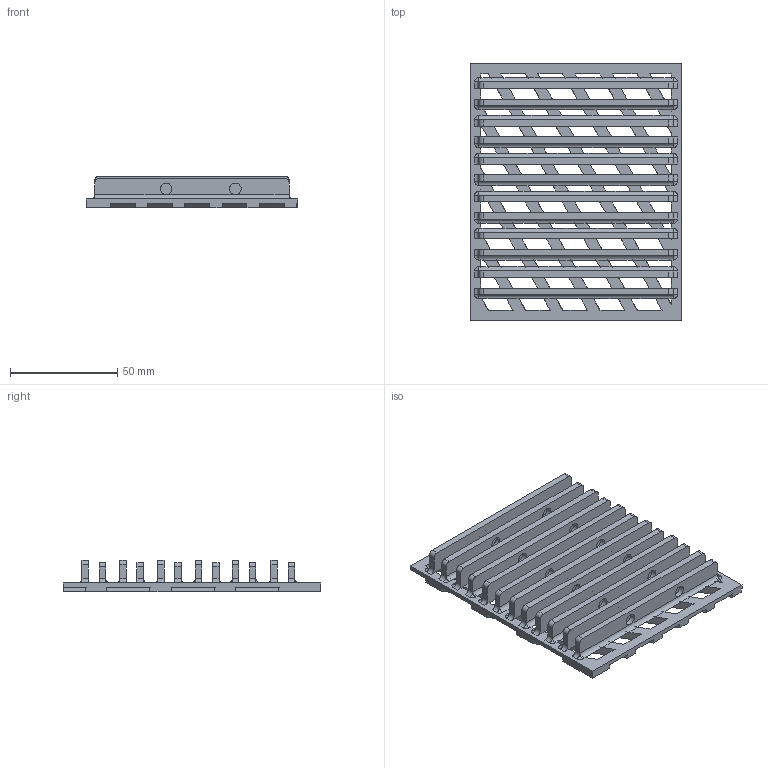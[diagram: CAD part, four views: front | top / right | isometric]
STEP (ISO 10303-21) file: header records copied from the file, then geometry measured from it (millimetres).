
FILE_DESCRIPTION(/* description */ ('STEP AP242','CAx-IF Rec.Pracs.---Representation and Presentation of Product Manufacturing Information (PMI)---4.0---2014-10-13','CAx-IF Rec.Pracs.---3D Tessellated Geometry---0.4---2014-09-14','2;1'),/* implementation_level */ '2;1');
FILE_NAME(/* name */ '677d54b9347d69525b0a968d',/* time_stamp */ '2025-01-07T16:22:19Z',/* author */ (''),/* organization */ (''),/* preprocessor_version */ 'ST-DEVELOPER v20',/* originating_system */ 'ONSHAPE BY PTC INC, 1.191',/* authorisation */ ' ');
FILE_SCHEMA (('AP242_MANAGED_MODEL_BASED_3D_ENGINEERING_MIM_LF { 1 0 10303 442 1 1 4 }'));
Length unit declared in the file: metre
Products named in the file (1): bottom
Bounding box: 98.5 x 120 x 14.5 mm (x, y, z)
Volume: 51049 mm3; surface area: 47660.1 mm2
Topology: 1 solids, 1 shells, 406 faces, 1320 edges, 738 vertices
Faces by surface type: plane 298, cylinder 84, torus 24
Full cylindrical faces by diameter (mm): 5.4 x24
Entity records: 13710 total; most frequent: ORIENTED_EDGE 2496, CARTESIAN_POINT 2369, DIRECTION 2278, EDGE_CURVE 1248, LINE 1032, VECTOR 1032, VERTEX_POINT 714, AXIS2_PLACEMENT_3D 623
